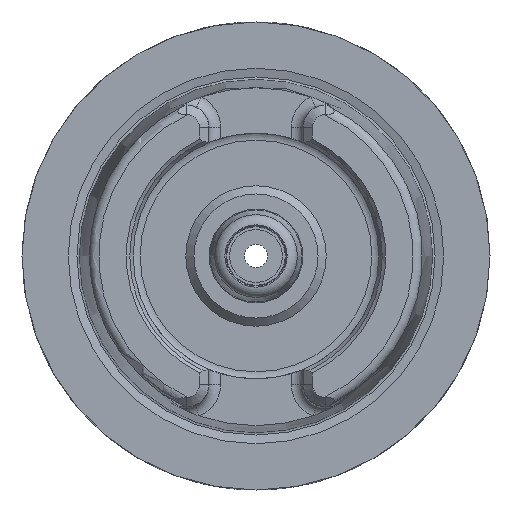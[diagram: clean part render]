
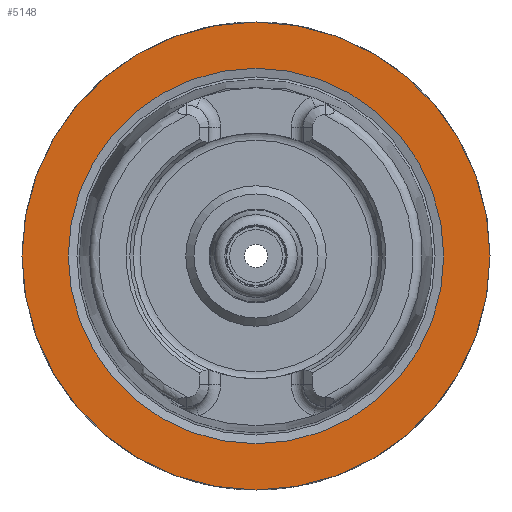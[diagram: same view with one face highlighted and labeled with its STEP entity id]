
A CAD part, left-side view. The second image highlights one B-rep face of the part: STEP entity #5148.
In plain terms, the highlighted planar face has unit normal (-1, 0, 0).
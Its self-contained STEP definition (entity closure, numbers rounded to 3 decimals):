
#4243=CARTESIAN_POINT('',(0.0,20.0,0.0));
#4244=VERTEX_POINT('',#4243);
#4245=CARTESIAN_POINT('',(0.0,0.0,0.0));
#4246=DIRECTION('',(1.0,0.0,0.0));
#4247=DIRECTION('',(0.0,1.0,0.0));
#4248=AXIS2_PLACEMENT_3D('',#4245,#4246,#4247);
#4249=CIRCLE('',#4248,20.0);
#4250=EDGE_CURVE('',#4244,#4244,#4249,.T.);
#5122=CARTESIAN_POINT('',(0.0,16.046,0.0));
#5123=VERTEX_POINT('',#5122);
#5124=CARTESIAN_POINT('',(0.0,0.0,0.0));
#5125=DIRECTION('',(1.0,0.0,0.0));
#5126=DIRECTION('',(0.0,1.0,0.0));
#5127=AXIS2_PLACEMENT_3D('',#5124,#5125,#5126);
#5128=CIRCLE('',#5127,16.046);
#5129=EDGE_CURVE('',#5123,#5123,#5128,.T.);
#5137=CARTESIAN_POINT('',(0.0,18.023,0.0));
#5138=DIRECTION('',(-1.0,0.0,0.0));
#5139=DIRECTION('',(0.0,0.0,1.0));
#5140=AXIS2_PLACEMENT_3D('',#5137,#5138,#5139);
#5141=PLANE('',#5140);
#5142=ORIENTED_EDGE('',*,*,#4250,.F.);
#5143=EDGE_LOOP('',(#5142));
#5144=FACE_OUTER_BOUND('',#5143,.T.);
#5145=ORIENTED_EDGE('',*,*,#5129,.T.);
#5146=EDGE_LOOP('',(#5145));
#5147=FACE_BOUND('',#5146,.T.);
#5148=ADVANCED_FACE('',(#5144,#5147),#5141,.T.);
